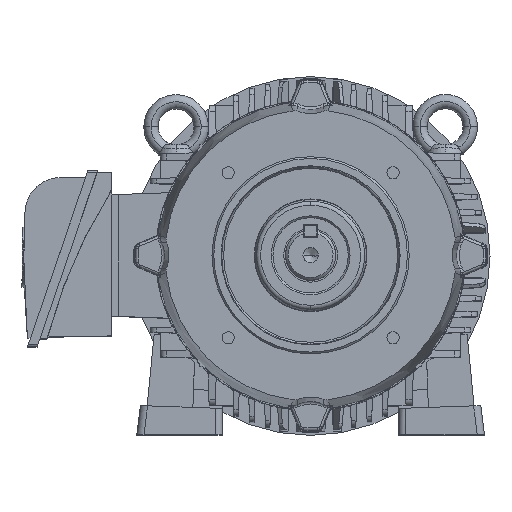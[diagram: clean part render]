
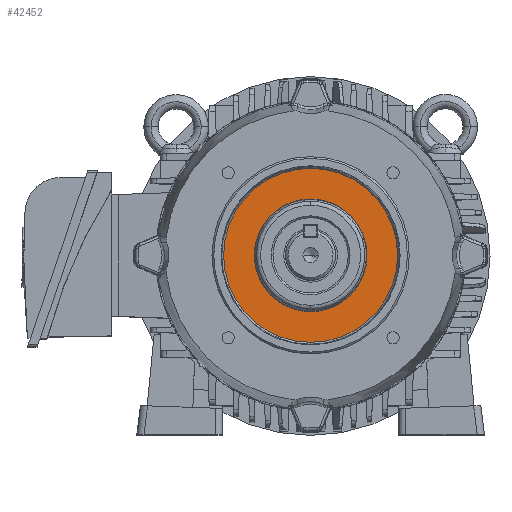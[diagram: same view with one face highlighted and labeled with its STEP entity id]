
A CAD part, top view. The second image highlights one B-rep face of the part: STEP entity #42452.
In plain terms, the highlighted face is planar.
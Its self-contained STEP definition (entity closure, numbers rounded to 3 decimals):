
#270 = AXIS2_PLACEMENT_3D ( 'NONE', #26710, #41149, #28344 ) ;
#537 = ORIENTED_EDGE ( 'NONE', *, *, #39126, .T. ) ;
#1867 = CARTESIAN_POINT ( 'NONE',  ( 0., 0., -2. ) ) ;
#2507 = CARTESIAN_POINT ( 'NONE',  ( 0., -48.525, -2. ) ) ;
#3370 = EDGE_LOOP ( 'NONE', ( #21233, #537 ) ) ;
#3714 = AXIS2_PLACEMENT_3D ( 'NONE', #15083, #11305, #8235 ) ;
#3815 = VERTEX_POINT ( 'NONE', #35230 ) ;
#4511 = DIRECTION ( 'NONE',  ( 0., 0., 1. ) ) ;
#5328 = DIRECTION ( 'NONE',  ( 1., 0., 0. ) ) ;
#5487 = CARTESIAN_POINT ( 'NONE',  ( 0., 31.424, -2. ) ) ;
#5805 = PLANE ( 'NONE',  #44891 ) ;
#8235 = DIRECTION ( 'NONE',  ( -1., 0., 0. ) ) ;
#10816 = VERTEX_POINT ( 'NONE', #2507 ) ;
#11305 = DIRECTION ( 'NONE',  ( 0., 0., 1. ) ) ;
#11607 = VERTEX_POINT ( 'NONE', #5487 ) ;
#12109 = EDGE_CURVE ( 'NONE', #3815, #10816, #27393, .T. ) ;
#13259 = CARTESIAN_POINT ( 'NONE',  ( 0., -31.424, -2. ) ) ;
#15083 = CARTESIAN_POINT ( 'NONE',  ( 0., 0., -2. ) ) ;
#15969 = CARTESIAN_POINT ( 'NONE',  ( 0., 0., -2. ) ) ;
#18546 = VERTEX_POINT ( 'NONE', #13259 ) ;
#20667 = CIRCLE ( 'NONE', #270, 48.525 ) ;
#21113 = ORIENTED_EDGE ( 'NONE', *, *, #12109, .F. ) ;
#21233 = ORIENTED_EDGE ( 'NONE', *, *, #22682, .T. ) ;
#22682 = EDGE_CURVE ( 'NONE', #11607, #18546, #35121, .T. ) ;
#24104 = CIRCLE ( 'NONE', #3714, 31.424 ) ;
#26710 = CARTESIAN_POINT ( 'NONE',  ( 0., 0., -2. ) ) ;
#27393 = CIRCLE ( 'NONE', #41758, 48.525 ) ;
#28344 = DIRECTION ( 'NONE',  ( 1., 0., 0. ) ) ;
#29696 = FACE_BOUND ( 'NONE', #3370, .T. ) ;
#30411 = EDGE_LOOP ( 'NONE', ( #21113, #30585 ) ) ;
#30585 = ORIENTED_EDGE ( 'NONE', *, *, #30910, .F. ) ;
#30910 = EDGE_CURVE ( 'NONE', #10816, #3815, #20667, .T. ) ;
#31188 = DIRECTION ( 'NONE',  ( 1., 0., 0. ) ) ;
#33248 = FACE_OUTER_BOUND ( 'NONE', #30411, .T. ) ;
#35121 = CIRCLE ( 'NONE', #41909, 31.424 ) ;
#35230 = CARTESIAN_POINT ( 'NONE',  ( 0., 48.525, -2. ) ) ;
#39126 = EDGE_CURVE ( 'NONE', #18546, #11607, #24104, .T. ) ;
#39777 = DIRECTION ( 'NONE',  ( -1., 0., 0. ) ) ;
#40477 = CARTESIAN_POINT ( 'NONE',  ( 0., 0., -2. ) ) ;
#41149 = DIRECTION ( 'NONE',  ( 0., 0., 1. ) ) ;
#41758 = AXIS2_PLACEMENT_3D ( 'NONE', #1867, #42319, #31188 ) ;
#41909 = AXIS2_PLACEMENT_3D ( 'NONE', #40477, #4511, #39777 ) ;
#42319 = DIRECTION ( 'NONE',  ( 0., 0., 1. ) ) ;
#42452 = ADVANCED_FACE ( 'NONE', ( #33248, #29696 ), #5805, .F. ) ;
#44891 = AXIS2_PLACEMENT_3D ( 'NONE', #15969, #45326, #5328 ) ;
#45326 = DIRECTION ( 'NONE',  ( 0., 0., 1. ) ) ;
